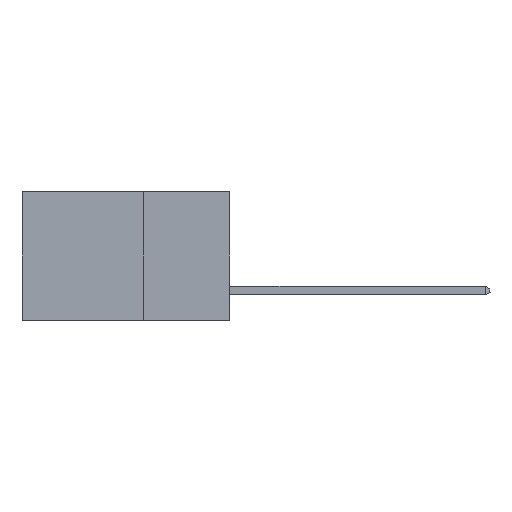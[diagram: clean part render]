
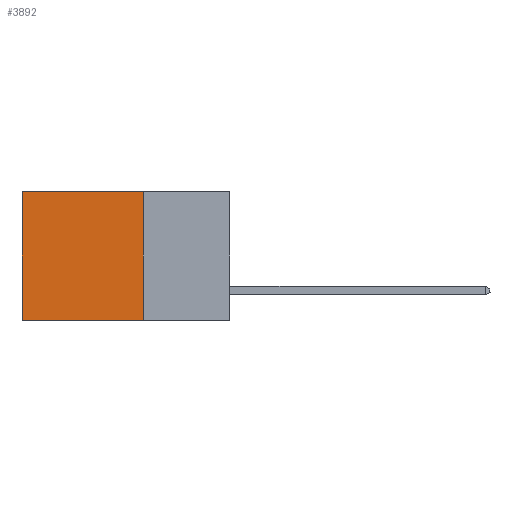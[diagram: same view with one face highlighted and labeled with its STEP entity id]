
A CAD part, left-side view. The second image highlights one B-rep face of the part: STEP entity #3892.
In plain terms, the highlighted planar face has unit normal (-1, 0, 0).
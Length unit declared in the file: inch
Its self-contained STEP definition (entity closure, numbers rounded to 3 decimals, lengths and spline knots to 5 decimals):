
#106 = CARTESIAN_POINT ( 'NONE',  ( 0.298, 0.25, -0.37 ) ) ;
#288 = VERTEX_POINT ( 'NONE', #1707 ) ;
#1707 = CARTESIAN_POINT ( 'NONE',  ( 0.298, 0.25, 0. ) ) ;
#3788 = DIRECTION ( 'NONE',  ( 1., 0., 0. ) ) ;
#3868 = VERTEX_POINT ( 'NONE', #3940 ) ;
#3892 = ADVANCED_FACE ( 'NONE', ( #13278 ), #8448, .F. ) ;
#3940 = CARTESIAN_POINT ( 'NONE',  ( 0.298, 0.6, 0. ) ) ;
#4087 = DIRECTION ( 'NONE',  ( 0., 0., -1. ) ) ;
#4252 = LINE ( 'NONE', #20368, #19829 ) ;
#5809 = AXIS2_PLACEMENT_3D ( 'NONE', #10717, #3788, #4087 ) ;
#6843 = VECTOR ( 'NONE', #14867, 39.37008 ) ;
#7481 = CARTESIAN_POINT ( 'NONE',  ( 0.298, 0.25, 0. ) ) ;
#7927 = DIRECTION ( 'NONE',  ( 0., 0., -1. ) ) ;
#8448 = PLANE ( 'NONE',  #5809 ) ;
#10717 = CARTESIAN_POINT ( 'NONE',  ( 0.298, 0.25, 0. ) ) ;
#11255 = VERTEX_POINT ( 'NONE', #106 ) ;
#11793 = VECTOR ( 'NONE', #17942, 39.37008 ) ;
#11826 = EDGE_CURVE ( 'NONE', #11255, #14599, #19893, .T. ) ;
#12386 = ORIENTED_EDGE ( 'NONE', *, *, #11826, .F. ) ;
#13278 = FACE_OUTER_BOUND ( 'NONE', #13881, .T. ) ;
#13881 = EDGE_LOOP ( 'NONE', ( #15455, #12386, #24511, #19491 ) ) ;
#14599 = VERTEX_POINT ( 'NONE', #18976 ) ;
#14867 = DIRECTION ( 'NONE',  ( 0., 1., 0. ) ) ;
#15382 = CARTESIAN_POINT ( 'NONE',  ( 0.298, 0.25, -0.37 ) ) ;
#15455 = ORIENTED_EDGE ( 'NONE', *, *, #22610, .T. ) ;
#17942 = DIRECTION ( 'NONE',  ( 0., 1., 0. ) ) ;
#18976 = CARTESIAN_POINT ( 'NONE',  ( 0.298, 0.6, -0.37 ) ) ;
#19077 = LINE ( 'NONE', #7481, #6843 ) ;
#19491 = ORIENTED_EDGE ( 'NONE', *, *, #23793, .T. ) ;
#19829 = VECTOR ( 'NONE', #29571, 39.37008 ) ;
#19893 = LINE ( 'NONE', #15382, #11793 ) ;
#20368 = CARTESIAN_POINT ( 'NONE',  ( 0.298, 0.25, 0. ) ) ;
#22610 = EDGE_CURVE ( 'NONE', #3868, #14599, #26168, .T. ) ;
#23618 = VECTOR ( 'NONE', #7927, 39.37008 ) ;
#23793 = EDGE_CURVE ( 'NONE', #288, #3868, #19077, .T. ) ;
#24511 = ORIENTED_EDGE ( 'NONE', *, *, #29306, .F. ) ;
#26168 = LINE ( 'NONE', #28574, #23618 ) ;
#28574 = CARTESIAN_POINT ( 'NONE',  ( 0.298, 0.6, 0. ) ) ;
#29306 = EDGE_CURVE ( 'NONE', #288, #11255, #4252, .T. ) ;
#29571 = DIRECTION ( 'NONE',  ( 0., 0., -1. ) ) ;
